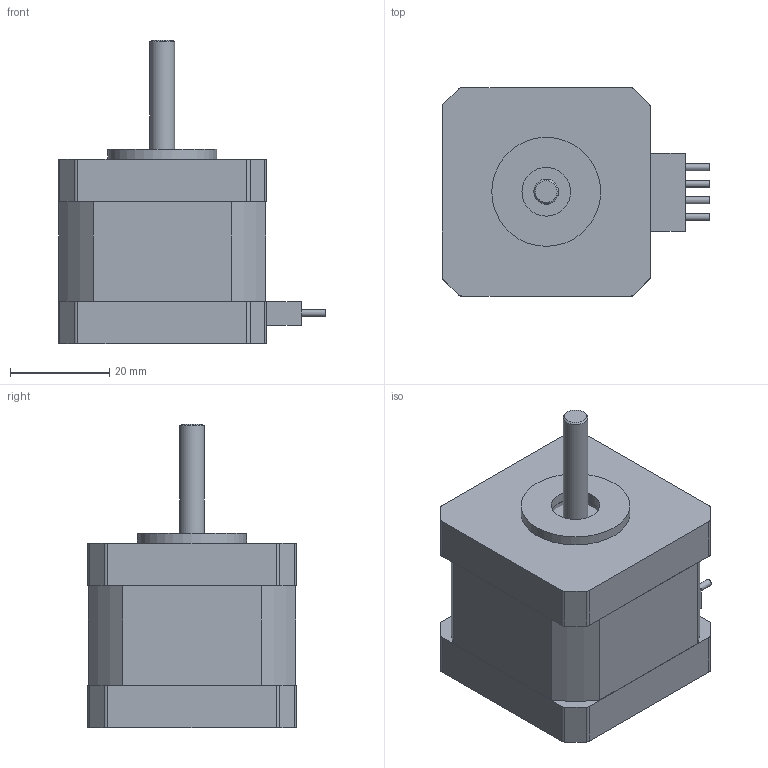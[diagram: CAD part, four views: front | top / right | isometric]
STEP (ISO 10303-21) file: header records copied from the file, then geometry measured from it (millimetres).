
FILE_DESCRIPTION(('FreeCAD Model'),'2;1');
FILE_NAME('Nema17_38mm.step','2019-08-08T14:32:30',( 'Sisul Galog'),(''),'Open CASCADE STEP processor 7.3','FreeCAD', 'Unknown');
FILE_SCHEMA(('AUTOMOTIVE_DESIGN { 1 0 10303 214 1 1 1 1 }'));
Length unit declared in the file: millimetre
Products named in the file (1): Nema17_38mm_001
Bounding box: 54 x 42 x 61.2 mm (x, y, z)
Volume: 88333.1 mm3; surface area: 20488.3 mm2
Topology: 8 solids, 8 shells, 83 faces, 176 edges, 116 vertices
Faces by surface type: plane 47, cylinder 32, cone 4
Full cylindrical faces by diameter (mm): 1.4 x4, 5 x2, 8.7 x1, 9.8 x1, 10 x1, 11 x1, 21.97 x1, 38 x1
Entity records: 5256 total; most frequent: CARTESIAN_POINT 992, DIRECTION 720, LINE 396, VECTOR 396, ORIENTED_EDGE 352, PCURVE 352, DEFINITIONAL_REPRESENTATION 352, EDGE_CURVE 176
